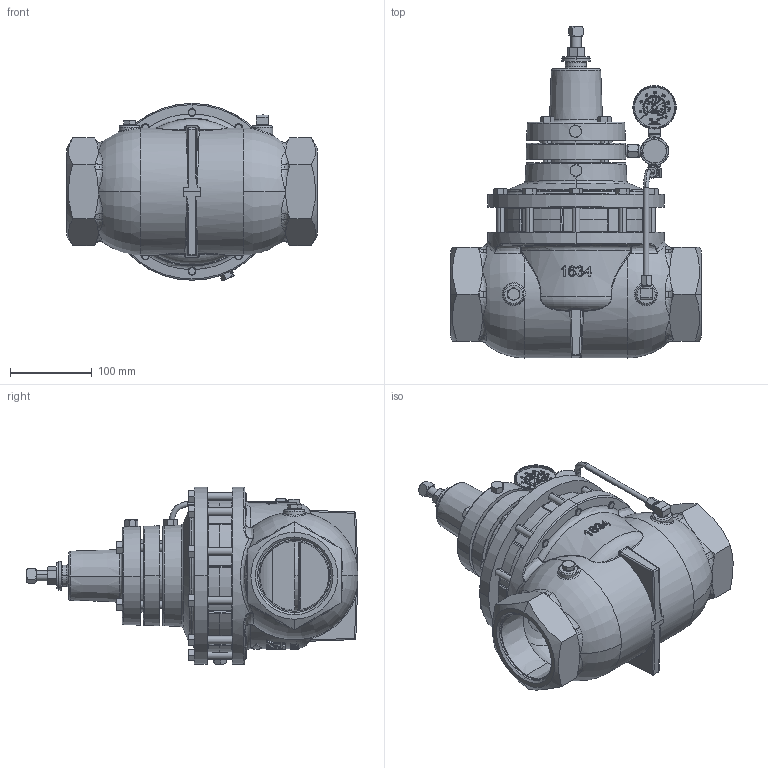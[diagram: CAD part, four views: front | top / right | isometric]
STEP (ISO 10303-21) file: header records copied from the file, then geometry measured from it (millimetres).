
FILE_DESCRIPTION (( 'STEP AP203' ), '1' );
FILE_NAME ('3 INCH 312 SGT BP (AAD).STEP', '2014-10-21T15:19:09', ( 'PCTech' ), ( 'Microsoft' ), 'SwSTEP 2.0', 'SolidWorks 2014', '' );
FILE_SCHEMA (( 'CONFIG_CONTROL_DESIGN' ));
Products named in the file (1): 3 INCH 312 SGT BP (AAD)
Bounding box: 306.39 x 405.27 x 216.4 mm (x, y, z)
Volume: 6176959.9 mm3; surface area: 487891.2 mm2
Topology: 1 solids, 3 shells, 3312 faces, 8812 edges, 5675 vertices
Faces by surface type: plane 1520, bspline 869, cylinder 501, cone 281, torus 131, sphere 10
Entity records: 166504 total; most frequent: CARTESIAN_POINT 90781, ORIENTED_EDGE 17524, DIRECTION 12821, EDGE_CURVE 8762, VERTEX_POINT 5675, VECTOR 4369, LINE 4369, AXIS2_PLACEMENT_3D 4226
